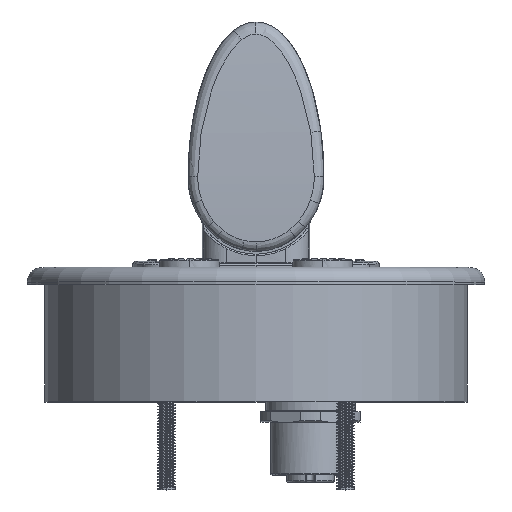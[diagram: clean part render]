
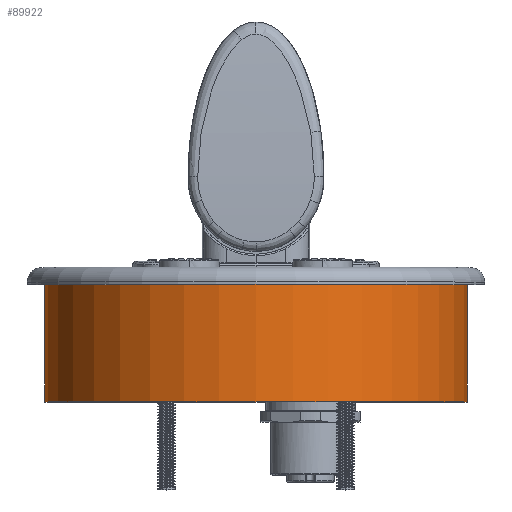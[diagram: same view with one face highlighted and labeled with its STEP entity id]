
A CAD part, top view. The second image highlights one B-rep face of the part: STEP entity #89922.
In plain terms, the highlighted cylindrical face has radius 36 mm (diameter 72 mm), a partial arc.
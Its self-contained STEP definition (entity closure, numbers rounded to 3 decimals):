
#89325=AXIS2_PLACEMENT_3D('Circle Axis2P3D',#89323,#89324,$) ;
#89805=AXIS2_PLACEMENT_3D('Circle Axis2P3D',#89803,#89804,$) ;
#89904=AXIS2_PLACEMENT_3D('Cylinder Axis2P3D',#89901,#89902,#89903) ;
#89323=CARTESIAN_POINT('Axis2P3D Location',(0.,0.,0.)) ;
#89327=CARTESIAN_POINT('Vertex',(36.,0.,0.)) ;
#89329=CARTESIAN_POINT('Vertex',(-36.,0.,0.)) ;
#89803=CARTESIAN_POINT('Axis2P3D Location',(0.,-20.,0.)) ;
#89807=CARTESIAN_POINT('Vertex',(36.,-20.,0.)) ;
#89809=CARTESIAN_POINT('Vertex',(-36.,-20.,0.)) ;
#89901=CARTESIAN_POINT('Axis2P3D Location',(0.,-20.,0.)) ;
#89906=CARTESIAN_POINT('Line Origine',(-36.,-20.,0.)) ;
#89911=CARTESIAN_POINT('Line Origine',(36.,-20.,0.)) ;
#89324=DIRECTION('Axis2P3D Direction',(-0.,-1.,0.)) ;
#89804=DIRECTION('Axis2P3D Direction',(-0.,-1.,0.)) ;
#89902=DIRECTION('Axis2P3D Direction',(0.,1.,0.)) ;
#89903=DIRECTION('Axis2P3D XDirection',(-1.,0.,0.)) ;
#89907=DIRECTION('Vector Direction',(0.,1.,0.)) ;
#89912=DIRECTION('Vector Direction',(0.,1.,0.)) ;
#89908=VECTOR('Line Direction',#89907,1.) ;
#89913=VECTOR('Line Direction',#89912,1.) ;
#89917=ORIENTED_EDGE('',*,*,#89910,.F.) ;
#89918=ORIENTED_EDGE('',*,*,#89811,.F.) ;
#89919=ORIENTED_EDGE('',*,*,#89915,.T.) ;
#89920=ORIENTED_EDGE('',*,*,#89331,.T.) ;
#89922=ADVANCED_FACE('PartBody',(#89921),#89905,.T.) ;
#89326=CIRCLE('generated circle',#89325,36.) ;
#89806=CIRCLE('generated circle',#89805,36.) ;
#89905=CYLINDRICAL_SURFACE('generated cylinder',#89904,36.) ;
#89331=EDGE_CURVE('',#89328,#89330,#89326,.T.) ;
#89811=EDGE_CURVE('',#89808,#89810,#89806,.T.) ;
#89910=EDGE_CURVE('',#89810,#89330,#89909,.T.) ;
#89915=EDGE_CURVE('',#89808,#89328,#89914,.T.) ;
#89916=EDGE_LOOP('',(#89917,#89918,#89919,#89920)) ;
#89921=FACE_OUTER_BOUND('',#89916,.T.) ;
#89909=LINE('Line',#89906,#89908) ;
#89914=LINE('Line',#89911,#89913) ;
#89328=VERTEX_POINT('',#89327) ;
#89330=VERTEX_POINT('',#89329) ;
#89808=VERTEX_POINT('',#89807) ;
#89810=VERTEX_POINT('',#89809) ;
